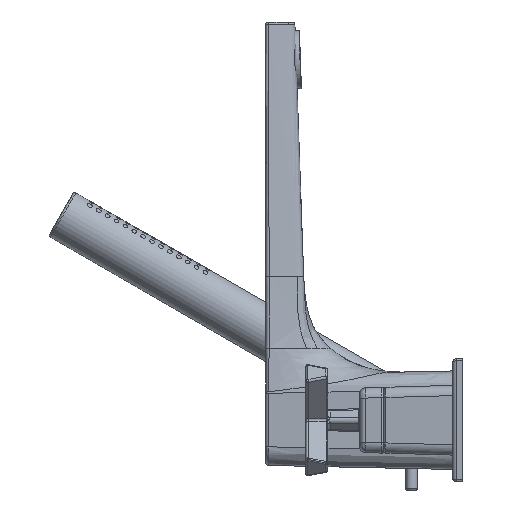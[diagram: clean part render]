
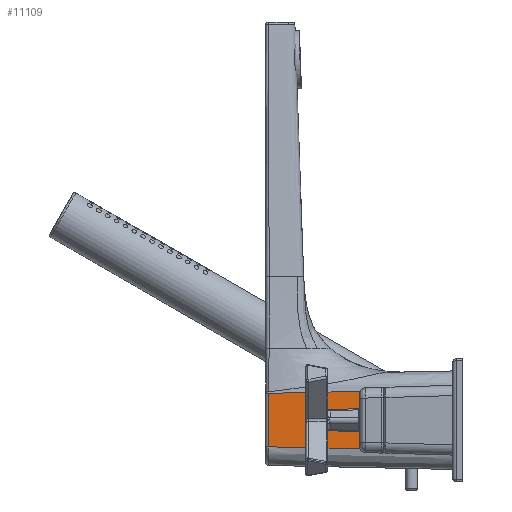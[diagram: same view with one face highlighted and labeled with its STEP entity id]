
A CAD part, left-side view. The second image highlights one B-rep face of the part: STEP entity #11109.
In plain terms, the highlighted free-form (B-spline) face has degree [3, 3] with [4, 4] control points.
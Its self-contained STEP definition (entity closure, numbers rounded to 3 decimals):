
#286 = CARTESIAN_POINT ( 'NONE',  ( -23.124, 47.328, -14.037 ) ) ;
#440 = ORIENTED_EDGE ( 'NONE', *, *, #16794, .F. ) ;
#595 = VERTEX_POINT ( 'NONE', #10328 ) ;
#1232 = EDGE_LOOP ( 'NONE', ( #2891, #4577, #440, #6198 ) ) ;
#1289 = CARTESIAN_POINT ( 'NONE',  ( -22.148, 96., -16.979 ) ) ;
#1786 = CARTESIAN_POINT ( 'NONE',  ( -23.504, 26.287, 14.552 ) ) ;
#1847 = CARTESIAN_POINT ( 'NONE',  ( -23.317, 35.333, 5.806 ) ) ;
#2104 = CARTESIAN_POINT ( 'NONE',  ( -22.032, 94.533, 0.077 ) ) ;
#2126 = CARTESIAN_POINT ( 'NONE',  ( -22.769, 64.437, -13.646 ) ) ;
#2392 = CARTESIAN_POINT ( 'NONE',  ( -22.57, 65.667, 17.207 ) ) ;
#2697 = VERTEX_POINT ( 'NONE', #2722 ) ;
#2722 = CARTESIAN_POINT ( 'NONE',  ( -24., 5., -15.002 ) ) ;
#2891 = ORIENTED_EDGE ( 'NONE', *, *, #22091, .T. ) ;
#3425 = EDGE_CURVE ( 'NONE', #4060, #595, #18232, .T. ) ;
#3613 = CARTESIAN_POINT ( 'NONE',  ( -23.268, 36.432, 14.337 ) ) ;
#3941 = CARTESIAN_POINT ( 'NONE',  ( -22.564, 74.319, -13.42 ) ) ;
#4060 = VERTEX_POINT ( 'NONE', #23698 ) ;
#4204 = VECTOR ( 'NONE', #6049, 1000. ) ;
#4385 = CARTESIAN_POINT ( 'NONE',  ( -21.854, 96., 16.701 ) ) ;
#4577 = ORIENTED_EDGE ( 'NONE', *, *, #3425, .T. ) ;
#5193 = CARTESIAN_POINT ( 'NONE',  ( -21.952, 96., 5.474 ) ) ;
#5435 = CARTESIAN_POINT ( 'NONE',  ( -22.868, 53.672, 13.973 ) ) ;
#5761 = CARTESIAN_POINT ( 'NONE',  ( -22.284, 87.794, -13.111 ) ) ;
#5872 = CARTESIAN_POINT ( 'NONE',  ( -24., 5., -6.275 ) ) ;
#5913 = EDGE_CURVE ( 'NONE', #11670, #2697, #21763, .T. ) ;
#6049 = DIRECTION ( 'NONE',  ( -0.009, 0., -1. ) ) ;
#6198 = ORIENTED_EDGE ( 'NONE', *, *, #5913, .F. ) ;
#7190 = CARTESIAN_POINT ( 'NONE',  ( -24., 5., 15.002 ) ) ;
#7257 = CARTESIAN_POINT ( 'NONE',  ( -22.303, 78.009, 13.46 ) ) ;
#7781 = CARTESIAN_POINT ( 'NONE',  ( -23.285, 35.333, 17.713 ) ) ;
#8876 = VECTOR ( 'NONE', #11055, 1000. ) ;
#9100 = CARTESIAN_POINT ( 'NONE',  ( -22.047, 89.026, 13.228 ) ) ;
#9373 = CARTESIAN_POINT ( 'NONE',  ( -23.752, 16.994, -14.729 ) ) ;
#10328 = CARTESIAN_POINT ( 'NONE',  ( -22.143, 94.531, -12.957 ) ) ;
#10782 = CARTESIAN_POINT ( 'NONE',  ( -23.35, 35.333, -6.101 ) ) ;
#10868 = CARTESIAN_POINT ( 'NONE',  ( -23.835, 12.096, 14.852 ) ) ;
#11055 = DIRECTION ( 'NONE',  ( 0., 0., -1. ) ) ;
#11109 = ADVANCED_FACE ( 'NONE', ( #17389 ), #18268, .F. ) ;
#11218 = CARTESIAN_POINT ( 'NONE',  ( -23.376, 35.16, -14.315 ) ) ;
#11473 = CARTESIAN_POINT ( 'NONE',  ( -24., 5., 5.972 ) ) ;
#11670 = VERTEX_POINT ( 'NONE', #21777 ) ;
#12687 = CARTESIAN_POINT ( 'NONE',  ( -23.669, 19.191, 14.702 ) ) ;
#13039 = CARTESIAN_POINT ( 'NONE',  ( -22.872, 59.496, -13.759 ) ) ;
#13872 = B_SPLINE_CURVE_WITH_KNOTS ( 'NONE', 3,
 ( #14786, #18481, #9373, #22173, #11218, #286, #13039, #2126, #14873, #3941, #16707, #5761, #18560 ),
 .UNSPECIFIED., .F., .F.,
 ( 4, 3, 3, 3, 4 ),
 ( 0., 0.201, 0.609, 0.774, 1. ),
 .UNSPECIFIED. ) ;
#14509 = CARTESIAN_POINT ( 'NONE',  ( -23.386, 31.36, 14.444 ) ) ;
#14786 = CARTESIAN_POINT ( 'NONE',  ( -24., 5., -15.002 ) ) ;
#14873 = CARTESIAN_POINT ( 'NONE',  ( -22.667, 69.378, -13.533 ) ) ;
#16353 = CARTESIAN_POINT ( 'NONE',  ( -23.15, 41.504, 14.23 ) ) ;
#16707 = CARTESIAN_POINT ( 'NONE',  ( -22.424, 81.056, -13.266 ) ) ;
#16794 = EDGE_CURVE ( 'NONE', #2697, #595, #13872, .T. ) ;
#17232 = CARTESIAN_POINT ( 'NONE',  ( -22.05, 96., -5.752 ) ) ;
#17389 = FACE_OUTER_BOUND ( 'NONE', #1232, .T. ) ;
#18216 = CARTESIAN_POINT ( 'NONE',  ( -22.585, 65.841, 13.716 ) ) ;
#18232 = LINE ( 'NONE', #2104, #4204 ) ;
#18268 = B_SPLINE_SURFACE_WITH_KNOTS ( 'NONE', 3, 3, ( 
 ( #19839, #7781, #2392, #4385 ),
 ( #11473, #1847, #22786, #5193 ),
 ( #5872, #10782, #18852, #17232 ),
 ( #22551, #18824, #20977, #1289 ) ),
 .UNSPECIFIED., .F., .F., .F.,
 ( 4, 4 ),
 ( 4, 4 ),
 ( 0.12, 0.886 ),
 ( 0., 1. ),
 .UNSPECIFIED. ) ;
#18481 = CARTESIAN_POINT ( 'NONE',  ( -23.876, 10.997, -14.865 ) ) ;
#18560 = CARTESIAN_POINT ( 'NONE',  ( -22.143, 94.531, -12.957 ) ) ;
#18628 = CARTESIAN_POINT ( 'NONE',  ( -24., 5., 0. ) ) ;
#18824 = CARTESIAN_POINT ( 'NONE',  ( -23.383, 35.333, -18.008 ) ) ;
#18852 = CARTESIAN_POINT ( 'NONE',  ( -22.7, 65.667, -5.926 ) ) ;
#19839 = CARTESIAN_POINT ( 'NONE',  ( -24., 5., 18.219 ) ) ;
#20098 = CARTESIAN_POINT ( 'NONE',  ( -22.175, 83.518, 13.344 ) ) ;
#20469 = B_SPLINE_CURVE_WITH_KNOTS ( 'NONE', 3,
 ( #7190, #10868, #12687, #1786, #14509, #3613, #16353, #5435, #18216, #7257, #20098, #9100, #21914 ),
 .UNSPECIFIED., .F., .F.,
 ( 4, 3, 3, 3, 4 ),
 ( 0., 0.238, 0.408, 0.815, 1. ),
 .UNSPECIFIED. ) ;
#20977 = CARTESIAN_POINT ( 'NONE',  ( -22.765, 65.667, -17.493 ) ) ;
#21763 = LINE ( 'NONE', #18628, #8876 ) ;
#21777 = CARTESIAN_POINT ( 'NONE',  ( -24., 5., 15.002 ) ) ;
#21914 = CARTESIAN_POINT ( 'NONE',  ( -21.92, 94.535, 13.112 ) ) ;
#22091 = EDGE_CURVE ( 'NONE', #11670, #4060, #20469, .T. ) ;
#22173 = CARTESIAN_POINT ( 'NONE',  ( -23.628, 22.991, -14.592 ) ) ;
#22551 = CARTESIAN_POINT ( 'NONE',  ( -24., 5., -18.522 ) ) ;
#22786 = CARTESIAN_POINT ( 'NONE',  ( -22.635, 65.667, 5.64 ) ) ;
#23698 = CARTESIAN_POINT ( 'NONE',  ( -21.92, 94.535, 13.112 ) ) ;
